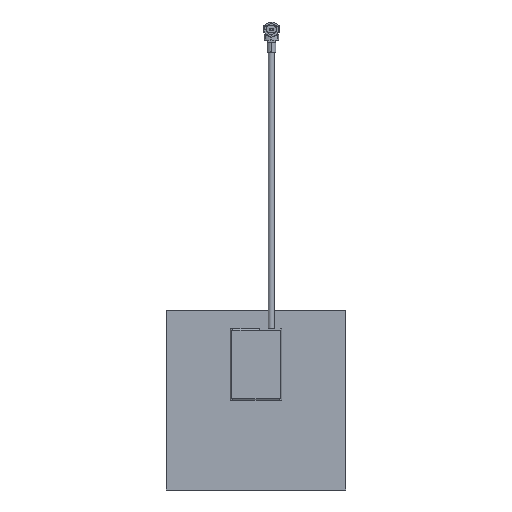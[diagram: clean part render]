
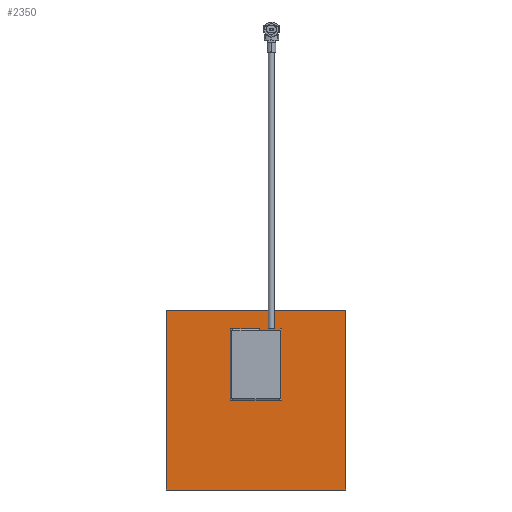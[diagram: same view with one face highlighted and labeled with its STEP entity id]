
A CAD part, front view. The second image highlights one B-rep face of the part: STEP entity #2350.
In plain terms, the highlighted planar face has unit normal (0, -1, 0).
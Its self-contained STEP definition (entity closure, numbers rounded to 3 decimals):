
#206 = PLANE ( 'NONE',  #4985 ) ;
#286 = VERTEX_POINT ( 'NONE', #1638 ) ;
#566 = DIRECTION ( 'NONE',  ( 1., 0., 0. ) ) ;
#593 = LINE ( 'NONE', #3945, #10850 ) ;
#1638 = CARTESIAN_POINT ( 'NONE',  ( -17.55, 0., 17.55 ) ) ;
#1821 = CARTESIAN_POINT ( 'NONE',  ( -17.55, 0., -17.55 ) ) ;
#1939 = CARTESIAN_POINT ( 'NONE',  ( 17.55, 0., 17.55 ) ) ;
#2350 = ADVANCED_FACE ( 'NONE', ( #7558 ), #206, .F. ) ;
#3418 = EDGE_CURVE ( 'NONE', #9028, #286, #9022, .T. ) ;
#3539 = DIRECTION ( 'NONE',  ( -1., 0., 0. ) ) ;
#3587 = DIRECTION ( 'NONE',  ( 0., 0., 1. ) ) ;
#3713 = EDGE_LOOP ( 'NONE', ( #8670, #10271, #10608, #4452 ) ) ;
#3945 = CARTESIAN_POINT ( 'NONE',  ( -17.55, 0., 17.55 ) ) ;
#4045 = DIRECTION ( 'NONE',  ( 0., 0., 1. ) ) ;
#4422 = DIRECTION ( 'NONE',  ( 0., 1., 0. ) ) ;
#4452 = ORIENTED_EDGE ( 'NONE', *, *, #10038, .F. ) ;
#4985 = AXIS2_PLACEMENT_3D ( 'NONE', #10234, #4422, #3587 ) ;
#5220 = DIRECTION ( 'NONE',  ( 0., 0., -1. ) ) ;
#5529 = VERTEX_POINT ( 'NONE', #6395 ) ;
#5762 = CARTESIAN_POINT ( 'NONE',  ( -17.55, 0., -17.55 ) ) ;
#5862 = LINE ( 'NONE', #7727, #6652 ) ;
#5985 = VERTEX_POINT ( 'NONE', #1939 ) ;
#6395 = CARTESIAN_POINT ( 'NONE',  ( 17.55, 0., -17.55 ) ) ;
#6652 = VECTOR ( 'NONE', #5220, 1000. ) ;
#7151 = LINE ( 'NONE', #1821, #9020 ) ;
#7558 = FACE_OUTER_BOUND ( 'NONE', #3713, .T. ) ;
#7676 = VECTOR ( 'NONE', #4045, 1000. ) ;
#7727 = CARTESIAN_POINT ( 'NONE',  ( 17.55, 0., -17.55 ) ) ;
#8670 = ORIENTED_EDGE ( 'NONE', *, *, #3418, .F. ) ;
#8800 = EDGE_CURVE ( 'NONE', #5985, #5529, #5862, .T. ) ;
#8989 = CARTESIAN_POINT ( 'NONE',  ( -17.55, 0., -17.55 ) ) ;
#9020 = VECTOR ( 'NONE', #3539, 1000. ) ;
#9022 = LINE ( 'NONE', #5762, #7676 ) ;
#9028 = VERTEX_POINT ( 'NONE', #8989 ) ;
#9827 = EDGE_CURVE ( 'NONE', #5529, #9028, #7151, .T. ) ;
#10038 = EDGE_CURVE ( 'NONE', #286, #5985, #593, .T. ) ;
#10234 = CARTESIAN_POINT ( 'NONE',  ( 0., 0., 0. ) ) ;
#10271 = ORIENTED_EDGE ( 'NONE', *, *, #9827, .F. ) ;
#10608 = ORIENTED_EDGE ( 'NONE', *, *, #8800, .F. ) ;
#10850 = VECTOR ( 'NONE', #566, 1000. ) ;
